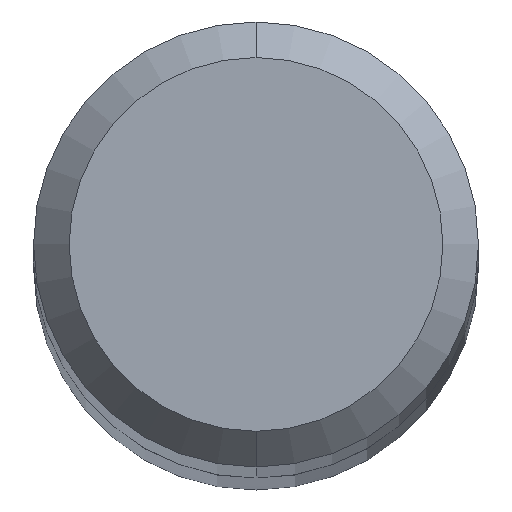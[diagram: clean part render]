
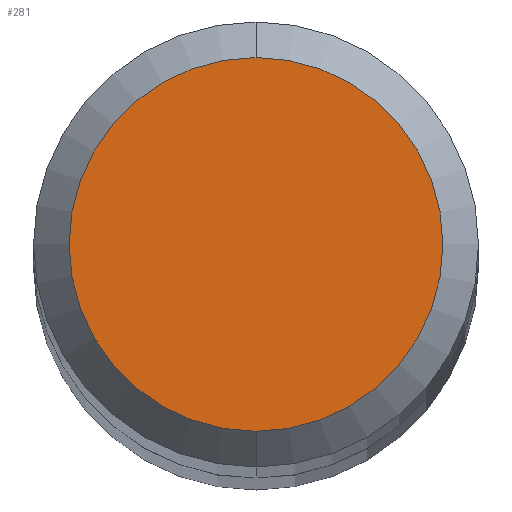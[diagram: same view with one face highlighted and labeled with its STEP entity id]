
A CAD part, top view. The second image highlights one B-rep face of the part: STEP entity #281.
In plain terms, the highlighted planar face has unit normal (0, 0, 1).
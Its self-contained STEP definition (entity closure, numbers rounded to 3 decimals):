
#277=VERTEX_POINT('',#562);
#281=ADVANCED_FACE('',(#566),#567,.T.);
#293=EDGE_CURVE('',#367,#277,#579,.T.);
#367=VERTEX_POINT('',#663);
#379=EDGE_CURVE('',#277,#367,#676,.T.);
#562=CARTESIAN_POINT('',(0.0,2.1,0.0));
#566=FACE_OUTER_BOUND('',#1038,.T.);
#567=PLANE('',#1039);
#579=CIRCLE('',#1073,2.1);
#663=CARTESIAN_POINT('',(0.,-2.1,0.0));
#676=CIRCLE('',#1241,2.1);
#1038=EDGE_LOOP('',(#1431,#1432));
#1039=AXIS2_PLACEMENT_3D('',#1433,#1434,#1435);
#1073=AXIS2_PLACEMENT_3D('',#1439,#1440,#1441);
#1241=AXIS2_PLACEMENT_3D('',#1579,#1580,#1581);
#1431=ORIENTED_EDGE('',*,*,#379,.F.);
#1432=ORIENTED_EDGE('',*,*,#293,.F.);
#1433=CARTESIAN_POINT('',(0.0,1.05,0.0));
#1434=DIRECTION('',(-0.0,0.0,1.0));
#1435=DIRECTION('',(0.0,-1.0,0.0));
#1439=CARTESIAN_POINT('',(0.0,0.0,0.0));
#1440=DIRECTION('',(0.0,0.0,-1.0));
#1441=DIRECTION('',(0.0,1.0,0.0));
#1579=CARTESIAN_POINT('',(0.0,0.0,0.0));
#1580=DIRECTION('',(0.0,0.0,-1.0));
#1581=DIRECTION('',(0.0,1.0,0.0));
